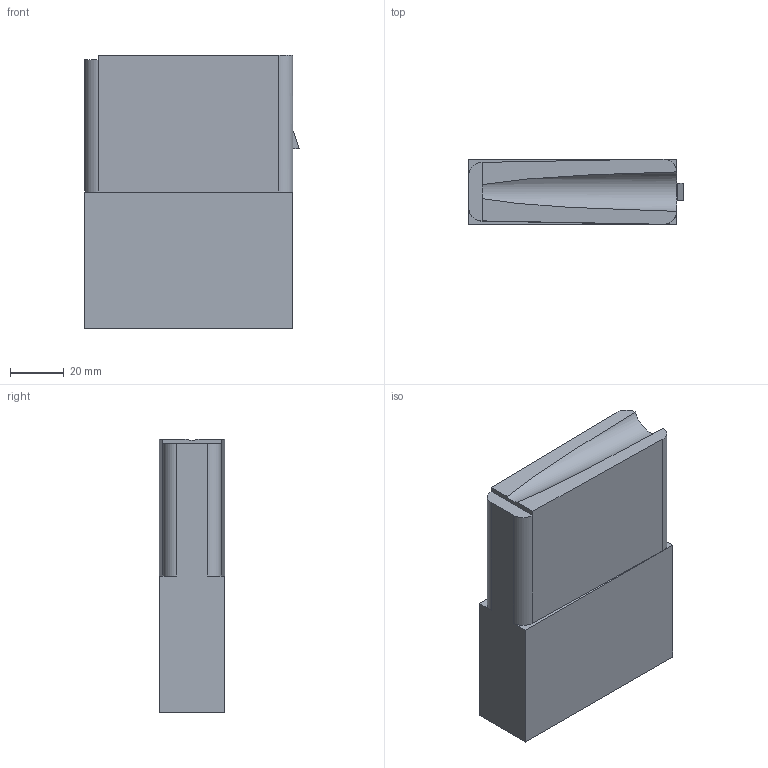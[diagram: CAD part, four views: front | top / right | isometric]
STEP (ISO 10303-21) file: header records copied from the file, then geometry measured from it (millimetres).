
FILE_DESCRIPTION(('FreeCAD Model'),'2;1');
FILE_NAME('vise_block2.stp', '2017-08-16T21:42:04',('FreeCAD'),('FreeCAD'), 'Open CASCADE STEP processor 6.8','FreeCAD','Unknown');
FILE_SCHEMA(('AUTOMOTIVE_DESIGN_CC2 { 1 2 10303 214 -1 1 5 4 }'));
Length unit declared in the file: millimetre
Products named in the file (1): Open CASCADE STEP translator 6.8 1
Bounding box: 79.63 x 24.38 x 101.6 mm (x, y, z)
Volume: 182526.5 mm3; surface area: 23942.3 mm2
Topology: 1 solids, 1 shells, 23 faces, 64 edges, 44 vertices
Faces by surface type: plane 18, cylinder 5
Entity records: 1824 total; most frequent: CARTESIAN_POINT 600, DIRECTION 205, ORIENTED_EDGE 128, PCURVE 128, DEFINITIONAL_REPRESENTATION 128, LINE 119, VECTOR 119, EDGE_CURVE 64
